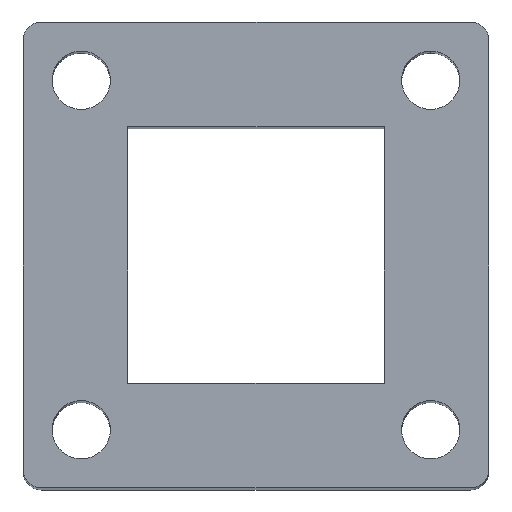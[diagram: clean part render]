
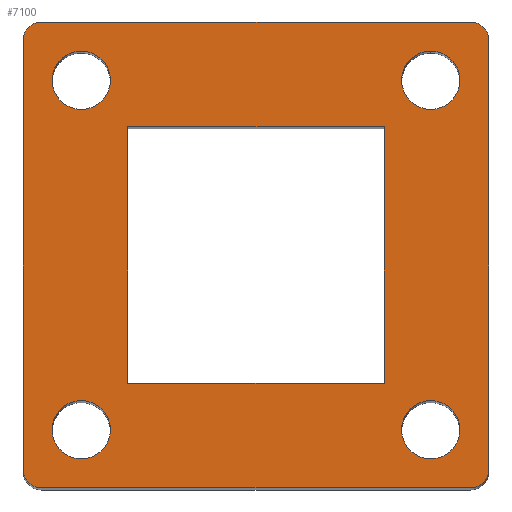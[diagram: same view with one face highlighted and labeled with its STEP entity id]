
A CAD part, top view. The second image highlights one B-rep face of the part: STEP entity #7100.
In plain terms, the highlighted planar face has unit normal (0, 0, 1).
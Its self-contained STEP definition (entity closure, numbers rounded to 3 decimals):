
#1880=CARTESIAN_POINT('',(-22.83,5.338,100.));
#1890=DIRECTION('',(0.,-1.,0.));
#1900=VECTOR('',#1890,1.);
#1910=LINE('',#1880,#1900);
#1920=CARTESIAN_POINT('',(-22.83,-3.662,100.));
#1930=VERTEX_POINT('',#1920);
#1940=CARTESIAN_POINT('',(-22.83,-25.662,100.));
#1950=VERTEX_POINT('',#1940);
#1960=EDGE_CURVE('',#1930,#1950,#1910,.T.);
#2240=CARTESIAN_POINT('',(-24.33,0.338,100.));
#2250=VERTEX_POINT('',#2240);
#2280=CARTESIAN_POINT('',(-26.83,0.338,100.));
#2290=DIRECTION('',(0.,0.,1.));
#2300=DIRECTION('',(1.,0.,0.));
#2310=AXIS2_PLACEMENT_3D('',#2280,#2290,#2300);
#2320=CIRCLE('',#2310,2.5);
#2330=CARTESIAN_POINT('',(-26.83,-2.162,100.));
#2340=VERTEX_POINT('',#2330);
#2350=EDGE_CURVE('',#2340,#2250,#2320,.T.);
#2370=CARTESIAN_POINT('',(-29.33,0.338,100.));
#2380=VERTEX_POINT('',#2370);
#2390=EDGE_CURVE('',#2380,#2340,#2320,.T.);
#2600=CARTESIAN_POINT('',(3.17,-27.162,100.));
#2610=VERTEX_POINT('',#2600);
#2640=CARTESIAN_POINT('',(3.17,-29.662,100.));
#2650=DIRECTION('',(0.,0.,1.));
#2660=DIRECTION('',(0.,1.,0.));
#2670=AXIS2_PLACEMENT_3D('',#2640,#2650,#2660);
#2680=CIRCLE('',#2670,2.5);
#2690=CARTESIAN_POINT('',(3.17,-32.162,100.));
#2700=VERTEX_POINT('',#2690);
#2710=EDGE_CURVE('',#2700,#2610,#2680,.T.);
#2930=CARTESIAN_POINT('',(-29.33,-29.662,100.));
#2940=VERTEX_POINT('',#2930);
#2970=CARTESIAN_POINT('',(-26.83,-29.662,100.));
#2980=DIRECTION('',(0.,0.,1.));
#2990=DIRECTION('',(1.,0.,0.));
#3000=AXIS2_PLACEMENT_3D('',#2970,#2980,#2990);
#3010=CIRCLE('',#3000,2.5);
#3020=CARTESIAN_POINT('',(-24.33,-29.662,100.));
#3030=VERTEX_POINT('',#3020);
#3040=EDGE_CURVE('',#3030,#2940,#3010,.T.);
#3210=CARTESIAN_POINT('',(-31.83,-25.662,100.));
#3220=DIRECTION('',(1.,0.,0.));
#3230=VECTOR('',#3220,1.);
#3240=LINE('',#3210,#3230);
#3250=CARTESIAN_POINT('',(-0.83,-25.662,100.));
#3260=VERTEX_POINT('',#3250);
#3270=EDGE_CURVE('',#1950,#3260,#3240,.T.);
#3450=CARTESIAN_POINT('',(6.57,3.738,100.));
#3460=DIRECTION('',(0.,0.,1.));
#3470=DIRECTION('',(0.,-1.,0.));
#3480=AXIS2_PLACEMENT_3D('',#3450,#3460,#3470);
#3490=CIRCLE('',#3480,1.6);
#3500=CARTESIAN_POINT('',(8.17,3.738,100.));
#3510=VERTEX_POINT('',#3500);
#3520=CARTESIAN_POINT('',(6.57,5.338,100.));
#3530=VERTEX_POINT('',#3520);
#3540=EDGE_CURVE('',#3510,#3530,#3490,.T.);
#3820=CARTESIAN_POINT('',(3.17,-2.162,100.));
#3830=VERTEX_POINT('',#3820);
#3860=CARTESIAN_POINT('',(3.17,0.338,100.));
#3870=DIRECTION('',(0.,0.,1.));
#3880=DIRECTION('',(0.,-1.,0.));
#3890=AXIS2_PLACEMENT_3D('',#3860,#3870,#3880);
#3900=CIRCLE('',#3890,2.5);
#3910=CARTESIAN_POINT('',(0.67,0.338,100.));
#3920=VERTEX_POINT('',#3910);
#3930=EDGE_CURVE('',#3920,#3830,#3900,.T.);
#3950=CARTESIAN_POINT('',(3.17,2.838,100.));
#3960=VERTEX_POINT('',#3950);
#3970=EDGE_CURVE('',#3960,#3920,#3900,.T.);
#4150=CARTESIAN_POINT('',(0.,5.338,100.));
#4160=DIRECTION('',(1.,0.,0.));
#4170=VECTOR('',#4160,1.);
#4180=LINE('',#4150,#4170);
#4190=CARTESIAN_POINT('',(-30.23,5.338,100.));
#4200=VERTEX_POINT('',#4190);
#4210=EDGE_CURVE('',#4200,#3530,#4180,.T.);
#4420=CARTESIAN_POINT('',(8.17,-33.062,100.));
#4430=VERTEX_POINT('',#4420);
#4460=CARTESIAN_POINT('',(8.17,0.,100.));
#4470=DIRECTION('',(0.,-1.,0.));
#4480=VECTOR('',#4470,1.);
#4490=LINE('',#4460,#4480);
#4500=EDGE_CURVE('',#3510,#4430,#4490,.T.);
#4620=CARTESIAN_POINT('',(8.17,-3.662,100.));
#4630=DIRECTION('',(-1.,0.,0.));
#4640=VECTOR('',#4630,1.);
#4650=LINE('',#4620,#4640);
#4660=CARTESIAN_POINT('',(-0.83,-3.662,100.));
#4670=VERTEX_POINT('',#4660);
#4680=EDGE_CURVE('',#4670,#1930,#4650,.T.);
#4880=CARTESIAN_POINT('',(-0.83,-34.662,100.));
#4890=DIRECTION('',(0.,1.,0.));
#4900=VECTOR('',#4890,1.);
#4910=LINE('',#4880,#4900);
#4920=EDGE_CURVE('',#3260,#4670,#4910,.T.);
#5080=CARTESIAN_POINT('',(6.57,-34.662,100.));
#5090=VERTEX_POINT('',#5080);
#5120=CARTESIAN_POINT('',(6.57,-33.062,100.));
#5130=DIRECTION('',(0.,0.,-1.));
#5140=DIRECTION('',(0.,-1.,0.));
#5150=AXIS2_PLACEMENT_3D('',#5120,#5130,#5140);
#5160=CIRCLE('',#5150,1.6);
#5170=EDGE_CURVE('',#4430,#5090,#5160,.T.);
#5320=CARTESIAN_POINT('',(-31.83,3.738,100.));
#5330=VERTEX_POINT('',#5320);
#5360=CARTESIAN_POINT('',(-31.83,0.,100.));
#5370=DIRECTION('',(0.,1.,0.));
#5380=VECTOR('',#5370,1.);
#5390=LINE('',#5360,#5380);
#5400=CARTESIAN_POINT('',(-31.83,-33.062,100.));
#5410=VERTEX_POINT('',#5400);
#5420=EDGE_CURVE('',#5410,#5330,#5390,.T.);
#5590=CARTESIAN_POINT('',(-30.23,3.738,100.));
#5600=DIRECTION('',(0.,0.,1.));
#5610=DIRECTION('',(1.,0.,0.));
#5620=AXIS2_PLACEMENT_3D('',#5590,#5600,#5610);
#5630=CIRCLE('',#5620,1.6);
#5640=EDGE_CURVE('',#4200,#5330,#5630,.T.);
#5790=CARTESIAN_POINT('',(-30.23,-33.062,100.));
#5800=DIRECTION('',(0.,0.,-1.));
#5810=DIRECTION('',(-1.,0.,0.));
#5820=AXIS2_PLACEMENT_3D('',#5790,#5800,#5810);
#5830=CIRCLE('',#5820,1.6);
#5840=CARTESIAN_POINT('',(-30.23,-34.662,100.));
#5850=VERTEX_POINT('',#5840);
#5860=EDGE_CURVE('',#5850,#5410,#5830,.T.);
#6030=CARTESIAN_POINT('',(0.,-34.662,100.));
#6040=DIRECTION('',(-1.,0.,0.));
#6050=VECTOR('',#6040,1.);
#6060=LINE('',#6030,#6050);
#6070=EDGE_CURVE('',#5090,#5850,#6060,.T.);
#6210=EDGE_CURVE('',#3830,#3960,#3900,.T.);
#6340=EDGE_CURVE('',#2250,#2380,#2320,.T.);
#6480=CARTESIAN_POINT('',(0.67,-29.662,100.));
#6490=VERTEX_POINT('',#6480);
#6500=EDGE_CURVE('',#6490,#2700,#2680,.T.);
#6520=EDGE_CURVE('',#2610,#6490,#2680,.T.);
#6650=EDGE_CURVE('',#2940,#3030,#3010,.T.);
#6700=CARTESIAN_POINT('',(0.,0.,100.));
#6710=DIRECTION('',(0.,0.,1.));
#6720=DIRECTION('',(1.,0.,0.));
#6730=AXIS2_PLACEMENT_3D('',#6700,#6710,#6720);
#6740=PLANE('',#6730);
#6750=ORIENTED_EDGE('',*,*,#3930,.F.);
#6760=ORIENTED_EDGE('',*,*,#6210,.F.);
#6770=ORIENTED_EDGE('',*,*,#3970,.F.);
#6780=EDGE_LOOP('',(#6770,#6760,#6750));
#6790=FACE_BOUND('',#6780,.T.);
#6800=ORIENTED_EDGE('',*,*,#6500,.F.);
#6810=ORIENTED_EDGE('',*,*,#2710,.F.);
#6820=ORIENTED_EDGE('',*,*,#6520,.F.);
#6830=EDGE_LOOP('',(#6820,#6810,#6800));
#6840=FACE_BOUND('',#6830,.T.);
#6850=ORIENTED_EDGE('',*,*,#4680,.F.);
#6860=ORIENTED_EDGE('',*,*,#1960,.F.);
#6870=ORIENTED_EDGE('',*,*,#3270,.F.);
#6880=ORIENTED_EDGE('',*,*,#4920,.F.);
#6890=EDGE_LOOP('',(#6880,#6870,#6860,#6850));
#6900=FACE_BOUND('',#6890,.T.);
#6910=ORIENTED_EDGE('',*,*,#3040,.F.);
#6920=ORIENTED_EDGE('',*,*,#6650,.F.);
#6930=EDGE_LOOP('',(#6920,#6910));
#6940=FACE_BOUND('',#6930,.T.);
#6950=ORIENTED_EDGE('',*,*,#2350,.F.);
#6960=ORIENTED_EDGE('',*,*,#6340,.F.);
#6970=ORIENTED_EDGE('',*,*,#2390,.F.);
#6980=EDGE_LOOP('',(#6970,#6960,#6950));
#6990=FACE_BOUND('',#6980,.T.);
#7000=ORIENTED_EDGE('',*,*,#3540,.T.);
#7010=ORIENTED_EDGE('',*,*,#4500,.F.);
#7020=ORIENTED_EDGE('',*,*,#5170,.F.);
#7030=ORIENTED_EDGE('',*,*,#6070,.F.);
#7040=ORIENTED_EDGE('',*,*,#5860,.F.);
#7050=ORIENTED_EDGE('',*,*,#5420,.F.);
#7060=ORIENTED_EDGE('',*,*,#5640,.T.);
#7070=ORIENTED_EDGE('',*,*,#4210,.F.);
#7080=EDGE_LOOP('',(#7070,#7060,#7050,#7040,#7030,#7020,#7010,#7000));
#7090=FACE_OUTER_BOUND('',#7080,.T.);
#7100=ADVANCED_FACE('',(#6790,#6840,#6900,#6940,#6990,#7090),#6740,.T.);
